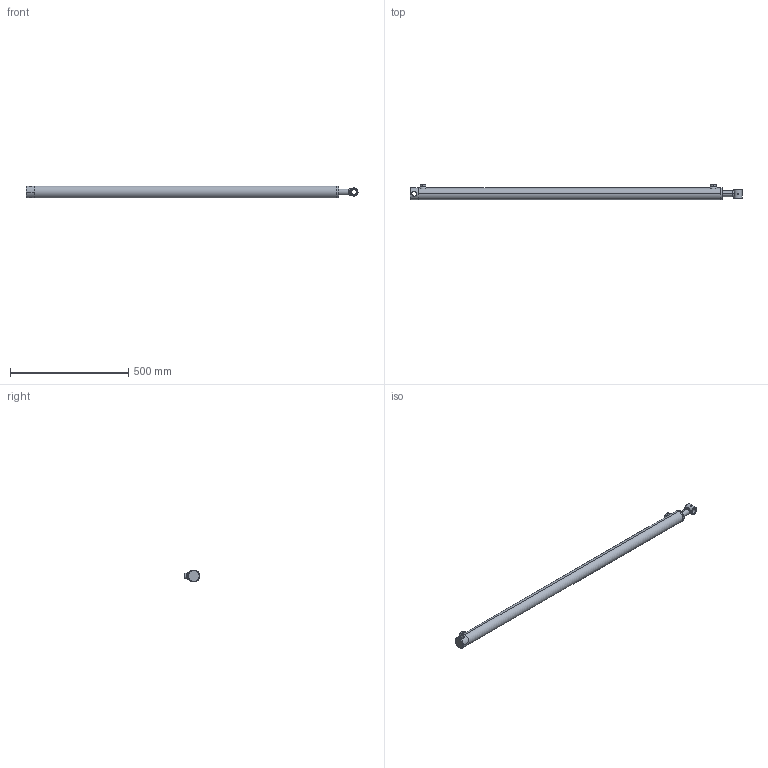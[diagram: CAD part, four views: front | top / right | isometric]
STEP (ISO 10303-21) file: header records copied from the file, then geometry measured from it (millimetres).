
FILE_DESCRIPTION (( 'STEP AP203' ), '1' );
FILE_NAME ('701.1200STAN.STEP', '2021-09-23T12:04:55', ( '' ), ( '' ), 'SwSTEP 2.0', 'SolidWorks 2015', '' );
FILE_SCHEMA (( 'CONFIG_CONTROL_DESIGN' ));
Length unit declared in the file: millimetre
Products named in the file (10): Schweißnaht ET^701.1200STAN; ET701; Stange^701.1200STAN_step; P701_step; D701_step; Rohr^701.1200STAN_step; FL701_Bohrung step; 701.1200STAN; Anschlusschweißnaht^701.1200STAN_Boden; AL38
Assembly tree (11 placements, depth 2):
  701.1200STAN
    Anschlusschweißnaht^701.1200STAN_Boden  x2
    Schweißnaht ET^701.1200STAN
    Rohr^701.1200STAN_step
    Stange^701.1200STAN_step
    AL38  x2
    D701_step
    P701_step
    FL701_Bohrung step
    ET701
Bounding box: 1405 x 65 x 50 mm (x, y, z)
Volume: 1707655.1 mm3; surface area: 517680.3 mm2
Topology: 11 solids, 11 shells, 127 faces, 273 edges, 165 vertices
Faces by surface type: cylinder 57, cone 40, plane 21, torus 6, sphere 3
Entity records: 5078 total; most frequent: CARTESIAN_POINT 1591, DIRECTION 549, ORIENTED_EDGE 446, AXIS2_PLACEMENT_3D 235, EDGE_CURVE 223, VERTEX_POINT 136, EDGE_LOOP 133, CIRCLE 114
